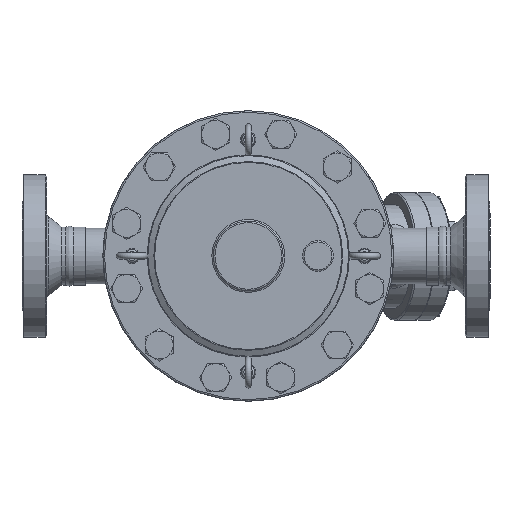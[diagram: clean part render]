
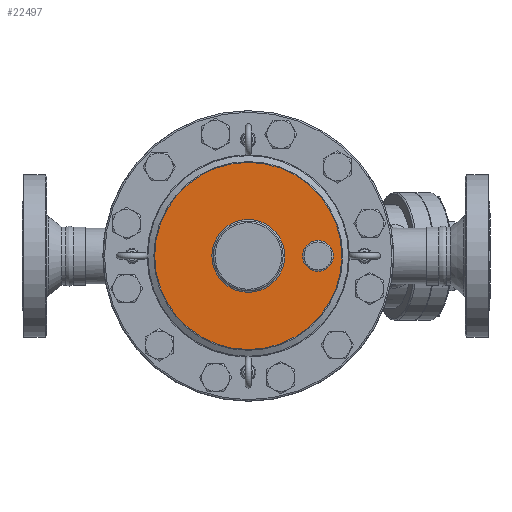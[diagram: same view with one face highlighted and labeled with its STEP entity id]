
A CAD part, top view. The second image highlights one B-rep face of the part: STEP entity #22497.
In plain terms, the highlighted planar face has unit normal (0, 0, 1).
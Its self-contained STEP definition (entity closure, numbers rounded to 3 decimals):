
#22435=CARTESIAN_POINT('',(110.0,0.,76.));
#22436=VERTEX_POINT('',#22435);
#22437=CARTESIAN_POINT('',(90.0,0.0,76.));
#22438=DIRECTION('',(0.0,0.0,1.0));
#22439=DIRECTION('',(-1.0,0.0,0.0));
#22440=AXIS2_PLACEMENT_3D('',#22437,#22438,#22439);
#22441=CIRCLE('',#22440,20.0);
#22442=EDGE_CURVE('',#22436,#22436,#22441,.T.);
#22467=CARTESIAN_POINT('',(60.67,0.0,76.));
#22468=DIRECTION('',(0.0,0.0,1.0));
#22469=DIRECTION('',(1.0,0.0,0.0));
#22470=AXIS2_PLACEMENT_3D('',#22467,#22468,#22469);
#22471=PLANE('',#22470);
#22472=CARTESIAN_POINT('',(120.804,0.,76.));
#22473=VERTEX_POINT('',#22472);
#22474=CARTESIAN_POINT('',(0.,0.0,76.));
#22475=DIRECTION('',(0.0,0.0,-1.0));
#22476=DIRECTION('',(-1.0,0.0,0.0));
#22477=AXIS2_PLACEMENT_3D('',#22474,#22475,#22476);
#22478=CIRCLE('',#22477,120.804);
#22479=EDGE_CURVE('',#22473,#22473,#22478,.T.);
#22480=ORIENTED_EDGE('',*,*,#22479,.F.);
#22481=EDGE_LOOP('',(#22480));
#22482=FACE_OUTER_BOUND('',#22481,.T.);
#22483=CARTESIAN_POINT('',(47.0,0.,76.));
#22484=VERTEX_POINT('',#22483);
#22485=CARTESIAN_POINT('',(0.,0.0,76.));
#22486=DIRECTION('',(0.0,0.0,1.0));
#22487=DIRECTION('',(-1.0,0.0,0.0));
#22488=AXIS2_PLACEMENT_3D('',#22485,#22486,#22487);
#22489=CIRCLE('',#22488,47.0);
#22490=EDGE_CURVE('',#22484,#22484,#22489,.T.);
#22491=ORIENTED_EDGE('',*,*,#22490,.F.);
#22492=EDGE_LOOP('',(#22491));
#22493=FACE_BOUND('',#22492,.T.);
#22494=ORIENTED_EDGE('',*,*,#22442,.F.);
#22495=EDGE_LOOP('',(#22494));
#22496=FACE_BOUND('',#22495,.T.);
#22497=ADVANCED_FACE('',(#22482,#22493,#22496),#22471,.T.);
